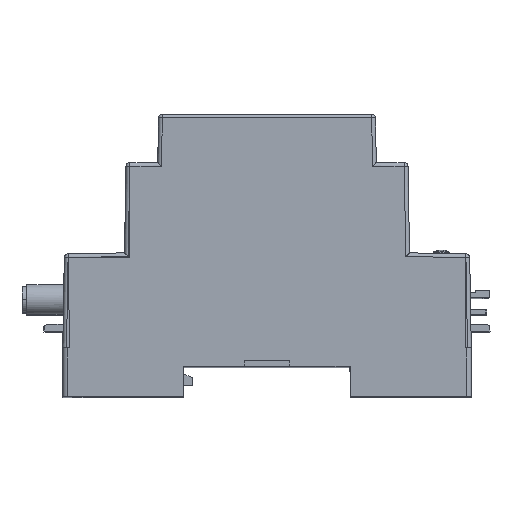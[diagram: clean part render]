
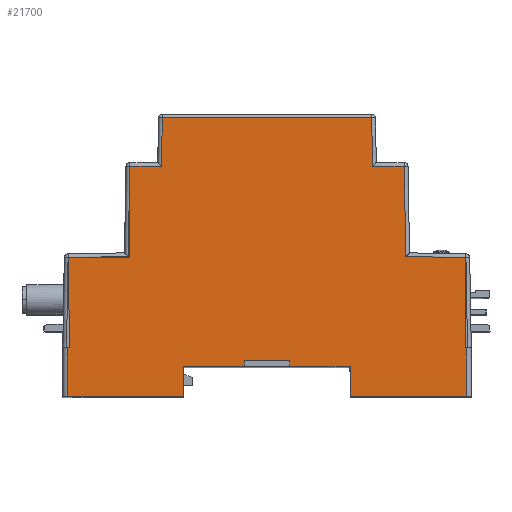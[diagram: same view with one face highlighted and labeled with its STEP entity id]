
A CAD part, top view. The second image highlights one B-rep face of the part: STEP entity #21700.
In plain terms, the highlighted planar face has unit normal (0, 0, 1).
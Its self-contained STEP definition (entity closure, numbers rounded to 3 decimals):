
#63=DIRECTION('',(1.,0.,0.));
#64=VECTOR('',#63,12.75);
#65=CARTESIAN_POINT('',(-17.5,-1.2,78.5));
#66=LINE('',#65,#64);
#79=DIRECTION('',(1.,0.,0.));
#80=VECTOR('',#79,12.75);
#81=CARTESIAN_POINT('',(4.75,-1.2,78.5));
#82=LINE('',#81,#80);
#1182=DIRECTION('',(-1.,0.,0.));
#1183=VECTOR('',#1182,24.5);
#1184=CARTESIAN_POINT('',(42.,-7.55,78.5));
#1185=LINE('',#1184,#1183);
#1332=DIRECTION('',(1.,0.,0.));
#1333=VECTOR('',#1332,0.463);
#1334=CARTESIAN_POINT('',(-42.,2.7,78.5));
#1335=LINE('',#1334,#1333);
#1336=DIRECTION('',(0.017,-1.,0.));
#1337=VECTOR('',#1336,19.01);
#1338=CARTESIAN_POINT('',(-41.868,21.707,78.5));
#1339=LINE('',#1338,#1337);
#1340=DIRECTION('',(-1.,0.004,0.));
#1341=VECTOR('',#1340,12.986);
#1342=CARTESIAN_POINT('',(-28.882,21.657,78.5));
#1343=LINE('',#1342,#1341);
#1344=DIRECTION('',(0.,-1.,0.));
#1345=VECTOR('',#1344,19.257);
#1346=CARTESIAN_POINT('',(-28.882,40.914,78.5));
#1347=LINE('',#1346,#1345);
#1348=DIRECTION('',(-1.,0.,0.));
#1349=VECTOR('',#1348,6.668);
#1350=CARTESIAN_POINT('',(-22.214,40.914,78.5));
#1351=LINE('',#1350,#1349);
#1352=DIRECTION('',(-0.017,-1.,0.));
#1353=VECTOR('',#1352,10.202);
#1354=CARTESIAN_POINT('',(-22.036,51.114,78.5));
#1355=LINE('',#1354,#1353);
#1356=DIRECTION('',(-1.,0.,0.));
#1357=VECTOR('',#1356,44.072);
#1358=CARTESIAN_POINT('',(22.036,51.114,78.5));
#1359=LINE('',#1358,#1357);
#1360=DIRECTION('',(-0.017,1.,0.));
#1361=VECTOR('',#1360,10.202);
#1362=CARTESIAN_POINT('',(22.214,40.914,78.5));
#1363=LINE('',#1362,#1361);
#1364=DIRECTION('',(-1.,0.,0.));
#1365=VECTOR('',#1364,6.668);
#1366=CARTESIAN_POINT('',(28.882,40.914,78.5));
#1367=LINE('',#1366,#1365);
#1368=DIRECTION('',(-0.017,1.,0.));
#1369=VECTOR('',#1368,18.989);
#1370=CARTESIAN_POINT('',(29.214,21.928,78.5));
#1371=LINE('',#1370,#1369);
#1372=DIRECTION('',(-1.,0.017,0.));
#1373=VECTOR('',#1372,12.657);
#1374=CARTESIAN_POINT('',(41.868,21.707,78.5));
#1375=LINE('',#1374,#1373);
#1376=DIRECTION('',(0.,1.,0.));
#1377=VECTOR('',#1376,19.007);
#1378=CARTESIAN_POINT('',(41.868,2.7,78.5));
#1379=LINE('',#1378,#1377);
#1380=DIRECTION('',(1.,0.,0.));
#1381=VECTOR('',#1380,0.132);
#1382=CARTESIAN_POINT('',(41.868,2.7,78.5));
#1383=LINE('',#1382,#1381);
#1384=DIRECTION('',(0.,-1.,0.));
#1385=VECTOR('',#1384,10.25);
#1386=CARTESIAN_POINT('',(42.,2.7,78.5));
#1387=LINE('',#1386,#1385);
#1388=DIRECTION('',(0.,-1.,0.));
#1389=VECTOR('',#1388,6.35);
#1390=CARTESIAN_POINT('',(17.5,-1.2,78.5));
#1391=LINE('',#1390,#1389);
#1392=DIRECTION('',(0.,-1.,0.));
#1393=VECTOR('',#1392,1.216);
#1394=CARTESIAN_POINT('',(4.75,0.016,78.5));
#1395=LINE('',#1394,#1393);
#1396=DIRECTION('',(1.,0.,0.));
#1397=VECTOR('',#1396,9.5);
#1398=CARTESIAN_POINT('',(-4.75,0.016,78.5));
#1399=LINE('',#1398,#1397);
#1400=DIRECTION('',(0.,-1.,0.));
#1401=VECTOR('',#1400,1.216);
#1402=CARTESIAN_POINT('',(-4.75,0.016,78.5));
#1403=LINE('',#1402,#1401);
#1404=DIRECTION('',(0.,1.,0.));
#1405=VECTOR('',#1404,10.25);
#1406=CARTESIAN_POINT('',(-42.,-7.55,78.5));
#1407=LINE('',#1406,#1405);
#1561=DIRECTION('',(1.,0.,0.));
#1562=VECTOR('',#1561,24.5);
#1563=CARTESIAN_POINT('',(-42.,-7.55,78.5));
#1564=LINE('',#1563,#1562);
#3086=DIRECTION('',(0.,-1.,0.));
#3087=VECTOR('',#3086,6.35);
#3088=CARTESIAN_POINT('',(-17.5,-1.2,78.5));
#3089=LINE('',#3088,#3087);
#16255=CARTESIAN_POINT('',(-17.5,-7.55,78.5));
#16257=VERTEX_POINT('',#16255);
#16268=CARTESIAN_POINT('',(17.5,-7.55,78.5));
#16270=VERTEX_POINT('',#16268);
#16275=CARTESIAN_POINT('',(17.5,-1.2,78.5));
#16277=VERTEX_POINT('',#16275);
#16279=CARTESIAN_POINT('',(-17.5,-1.2,78.5));
#16280=VERTEX_POINT('',#16279);
#16562=CARTESIAN_POINT('',(42.,-7.55,78.5));
#16564=VERTEX_POINT('',#16562);
#16573=CARTESIAN_POINT('',(-42.,-7.55,78.5));
#16575=VERTEX_POINT('',#16573);
#16581=CARTESIAN_POINT('',(-4.75,-1.2,78.5));
#16582=VERTEX_POINT('',#16581);
#16583=CARTESIAN_POINT('',(4.75,-1.2,78.5));
#16584=VERTEX_POINT('',#16583);
#19205=CARTESIAN_POINT('',(-42.,2.7,78.5));
#19206=VERTEX_POINT('',#19205);
#19207=CARTESIAN_POINT('',(42.,2.7,78.5));
#19208=VERTEX_POINT('',#19207);
#19235=CARTESIAN_POINT('',(-22.036,51.114,78.5));
#19236=CARTESIAN_POINT('',(-22.214,40.914,78.5));
#19237=VERTEX_POINT('',#19235);
#19238=VERTEX_POINT('',#19236);
#19239=CARTESIAN_POINT('',(-28.882,40.914,78.5));
#19240=VERTEX_POINT('',#19239);
#19241=CARTESIAN_POINT('',(-28.882,21.657,78.5));
#19242=VERTEX_POINT('',#19241);
#19243=CARTESIAN_POINT('',(-41.868,21.707,78.5));
#19244=VERTEX_POINT('',#19243);
#19245=CARTESIAN_POINT('',(41.868,21.707,78.5));
#19246=CARTESIAN_POINT('',(29.214,21.928,78.5));
#19247=VERTEX_POINT('',#19245);
#19248=VERTEX_POINT('',#19246);
#19249=CARTESIAN_POINT('',(28.882,40.914,78.5));
#19250=VERTEX_POINT('',#19249);
#19251=CARTESIAN_POINT('',(22.214,40.914,78.5));
#19252=VERTEX_POINT('',#19251);
#19253=CARTESIAN_POINT('',(22.036,51.114,78.5));
#19254=VERTEX_POINT('',#19253);
#19357=CARTESIAN_POINT('',(-4.75,0.016,78.5));
#19358=VERTEX_POINT('',#19357);
#19359=CARTESIAN_POINT('',(4.75,0.016,78.5));
#19360=VERTEX_POINT('',#19359);
#19711=CARTESIAN_POINT('',(-41.537,2.7,78.5));
#19712=VERTEX_POINT('',#19711);
#19713=CARTESIAN_POINT('',(41.868,2.7,78.5));
#19714=VERTEX_POINT('',#19713);
#21650=CARTESIAN_POINT('',(-43.,-1.2,78.5));
#21651=DIRECTION('',(0.,0.,1.));
#21652=DIRECTION('',(1.,0.,0.));
#21653=AXIS2_PLACEMENT_3D('',#21650,#21651,#21652);
#21654=PLANE('',#21653);
#21656=ORIENTED_EDGE('',*,*,#21655,.T.);
#21658=ORIENTED_EDGE('',*,*,#21657,.F.);
#21660=ORIENTED_EDGE('',*,*,#21659,.F.);
#21662=ORIENTED_EDGE('',*,*,#21661,.F.);
#21664=ORIENTED_EDGE('',*,*,#21663,.F.);
#21666=ORIENTED_EDGE('',*,*,#21665,.F.);
#21668=ORIENTED_EDGE('',*,*,#21667,.F.);
#21670=ORIENTED_EDGE('',*,*,#21669,.F.);
#21672=ORIENTED_EDGE('',*,*,#21671,.F.);
#21674=ORIENTED_EDGE('',*,*,#21673,.F.);
#21676=ORIENTED_EDGE('',*,*,#21675,.F.);
#21678=ORIENTED_EDGE('',*,*,#21677,.F.);
#21680=ORIENTED_EDGE('',*,*,#21679,.T.);
#21681=ORIENTED_EDGE('',*,*,#21369,.T.);
#21682=ORIENTED_EDGE('',*,*,#21397,.T.);
#21683=ORIENTED_EDGE('',*,*,#21643,.F.);
#21684=ORIENTED_EDGE('',*,*,#19851,.F.);
#21686=ORIENTED_EDGE('',*,*,#21685,.F.);
#21688=ORIENTED_EDGE('',*,*,#21687,.F.);
#21690=ORIENTED_EDGE('',*,*,#21689,.T.);
#21691=ORIENTED_EDGE('',*,*,#19843,.F.);
#21693=ORIENTED_EDGE('',*,*,#21692,.T.);
#21695=ORIENTED_EDGE('',*,*,#21694,.F.);
#21697=ORIENTED_EDGE('',*,*,#21696,.T.);
#21698=EDGE_LOOP('',(#21656,#21658,#21660,#21662,#21664,#21666,#21668,#21670,
#21672,#21674,#21676,#21678,#21680,#21681,#21682,#21683,#21684,#21686,#21688,
#21690,#21691,#21693,#21695,#21697));
#21699=FACE_OUTER_BOUND('',#21698,.F.);
#21700=ADVANCED_FACE('',(#21699),#21654,.T.);
#19843=EDGE_CURVE('',#16280,#16582,#66,.T.);
#19851=EDGE_CURVE('',#16584,#16277,#82,.T.);
#21369=EDGE_CURVE('',#19208,#16564,#1387,.T.);
#21397=EDGE_CURVE('',#16564,#16270,#1185,.T.);
#21643=EDGE_CURVE('',#16277,#16270,#1391,.T.);
#21655=EDGE_CURVE('',#19206,#19712,#1335,.T.);
#21657=EDGE_CURVE('',#19244,#19712,#1339,.T.);
#21659=EDGE_CURVE('',#19242,#19244,#1343,.T.);
#21661=EDGE_CURVE('',#19240,#19242,#1347,.T.);
#21663=EDGE_CURVE('',#19238,#19240,#1351,.T.);
#21665=EDGE_CURVE('',#19237,#19238,#1355,.T.);
#21667=EDGE_CURVE('',#19254,#19237,#1359,.T.);
#21669=EDGE_CURVE('',#19252,#19254,#1363,.T.);
#21671=EDGE_CURVE('',#19250,#19252,#1367,.T.);
#21673=EDGE_CURVE('',#19248,#19250,#1371,.T.);
#21675=EDGE_CURVE('',#19247,#19248,#1375,.T.);
#21677=EDGE_CURVE('',#19714,#19247,#1379,.T.);
#21679=EDGE_CURVE('',#19714,#19208,#1383,.T.);
#21685=EDGE_CURVE('',#19360,#16584,#1395,.T.);
#21687=EDGE_CURVE('',#19358,#19360,#1399,.T.);
#21689=EDGE_CURVE('',#19358,#16582,#1403,.T.);
#21692=EDGE_CURVE('',#16280,#16257,#3089,.T.);
#21694=EDGE_CURVE('',#16575,#16257,#1564,.T.);
#21696=EDGE_CURVE('',#16575,#19206,#1407,.T.);
